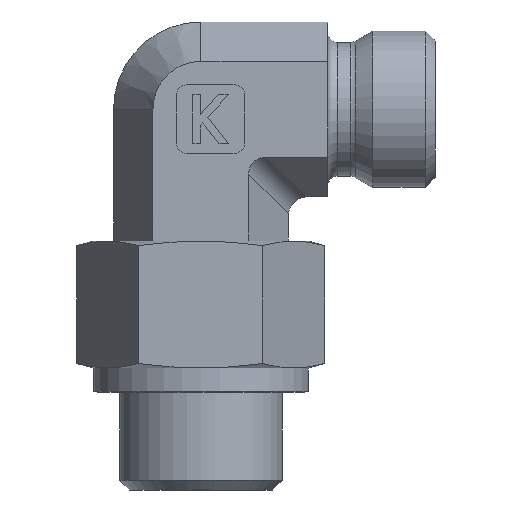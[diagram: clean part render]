
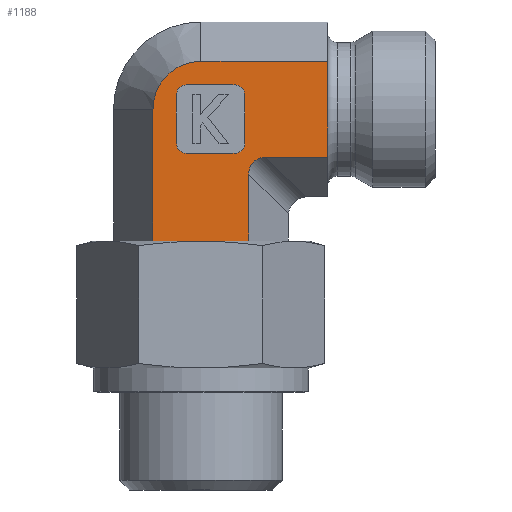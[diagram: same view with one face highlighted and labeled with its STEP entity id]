
A CAD part, left-side view. The second image highlights one B-rep face of the part: STEP entity #1188.
In plain terms, the highlighted planar face has unit normal (-1, 0, 0).
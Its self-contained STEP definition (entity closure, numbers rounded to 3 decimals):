
#381=CARTESIAN_POINT('',(-8.5,4.907,3.5));
#382=VERTEX_POINT('',#381);
#383=CARTESIAN_POINT('',(-8.5,0.,3.5));
#384=VERTEX_POINT('',#383);
#385=CARTESIAN_POINT('',(-8.5,4.907,3.5));
#386=DIRECTION('',(0.0,-1.0,0.0));
#387=VECTOR('',#386,4.907);
#388=LINE('',#385,#387);
#389=EDGE_CURVE('',#382,#384,#388,.T.);
#412=CARTESIAN_POINT('',(-8.5,-4.907,3.5));
#413=VERTEX_POINT('',#412);
#422=CARTESIAN_POINT('',(-8.5,0.,3.5));
#423=DIRECTION('',(0.0,-1.0,0.0));
#424=VECTOR('',#423,4.907);
#425=LINE('',#422,#424);
#426=EDGE_CURVE('',#384,#413,#425,.T.);
#918=CARTESIAN_POINT('',(-8.5,-13.,21.907));
#919=VERTEX_POINT('',#918);
#928=CARTESIAN_POINT('',(-8.5,-13.,12.093));
#929=VERTEX_POINT('',#928);
#930=CARTESIAN_POINT('',(-8.5,-13.,12.093));
#931=DIRECTION('',(0.0,0.0,1.0));
#932=VECTOR('',#931,9.815);
#933=LINE('',#930,#932);
#934=EDGE_CURVE('',#929,#919,#933,.T.);
#1042=CARTESIAN_POINT('',(-8.5,-6.64,12.093));
#1043=VERTEX_POINT('',#1042);
#1044=CARTESIAN_POINT('',(-8.5,-6.64,12.093));
#1045=DIRECTION('',(0.0,-1.0,0.0));
#1046=VECTOR('',#1045,6.36);
#1047=LINE('',#1044,#1046);
#1048=EDGE_CURVE('',#1043,#929,#1047,.T.);
#1069=CARTESIAN_POINT('',(-8.5,-4.907,0.0));
#1070=DIRECTION('',(-1.0,0.0,0.0));
#1071=DIRECTION('',(0.0,0.0,1.0));
#1072=AXIS2_PLACEMENT_3D('',#1069,#1070,#1071);
#1073=PLANE('',#1072);
#1074=ORIENTED_EDGE('',*,*,#426,.T.);
#1075=CARTESIAN_POINT('',(-8.5,-4.907,10.36));
#1076=VERTEX_POINT('',#1075);
#1077=CARTESIAN_POINT('',(-8.5,-4.907,3.5));
#1078=DIRECTION('',(0.0,0.0,1.0));
#1079=VECTOR('',#1078,6.86);
#1080=LINE('',#1077,#1079);
#1081=EDGE_CURVE('',#413,#1076,#1080,.T.);
#1082=ORIENTED_EDGE('',*,*,#1081,.T.);
#1083=CARTESIAN_POINT('',(-8.5,-7.217,9.783));
#1084=DIRECTION('',(-1.0,0.0,0.0));
#1085=DIRECTION('',(0.0,0.707,0.707));
#1086=AXIS2_PLACEMENT_3D('',#1083,#1084,#1085);
#1087=ELLIPSE('',#1086,2.582,2.0);
#1088=EDGE_CURVE('',#1043,#1076,#1087,.T.);
#1089=ORIENTED_EDGE('',*,*,#1088,.F.);
#1090=ORIENTED_EDGE('',*,*,#1048,.T.);
#1091=ORIENTED_EDGE('',*,*,#934,.T.);
#1092=CARTESIAN_POINT('',(-8.5,0.,21.907));
#1093=VERTEX_POINT('',#1092);
#1094=CARTESIAN_POINT('',(-8.5,0.,21.907));
#1095=DIRECTION('',(0.0,-1.0,0.0));
#1096=VECTOR('',#1095,13.);
#1097=LINE('',#1094,#1096);
#1098=EDGE_CURVE('',#1093,#919,#1097,.T.);
#1099=ORIENTED_EDGE('',*,*,#1098,.F.);
#1100=CARTESIAN_POINT('',(-8.5,4.907,17.0));
#1101=VERTEX_POINT('',#1100);
#1102=CARTESIAN_POINT('',(-8.5,0.,17.0));
#1103=DIRECTION('',(-1.0,0.0,0.0));
#1104=DIRECTION('',(0.0,0.0,1.0));
#1105=AXIS2_PLACEMENT_3D('',#1102,#1103,#1104);
#1106=CIRCLE('',#1105,4.907);
#1107=EDGE_CURVE('',#1093,#1101,#1106,.T.);
#1108=ORIENTED_EDGE('',*,*,#1107,.T.);
#1109=CARTESIAN_POINT('',(-8.5,4.907,3.5));
#1110=DIRECTION('',(0.0,0.0,1.0));
#1111=VECTOR('',#1110,13.5);
#1112=LINE('',#1109,#1111);
#1113=EDGE_CURVE('',#382,#1101,#1112,.T.);
#1114=ORIENTED_EDGE('',*,*,#1113,.F.);
#1115=ORIENTED_EDGE('',*,*,#389,.T.);
#1116=EDGE_LOOP('',(#1074,#1082,#1089,#1090,#1091,#1099,#1108,#1114,#1115));
#1117=FACE_OUTER_BOUND('',#1116,.T.);
#1118=CARTESIAN_POINT('',(-8.5,-3.5,12.5));
#1119=VERTEX_POINT('',#1118);
#1120=CARTESIAN_POINT('',(-8.5,1.5,12.5));
#1121=VERTEX_POINT('',#1120);
#1122=CARTESIAN_POINT('',(-8.5,-3.5,12.5));
#1123=DIRECTION('',(0.0,1.0,0.0));
#1124=VECTOR('',#1123,5.0);
#1125=LINE('',#1122,#1124);
#1126=EDGE_CURVE('',#1119,#1121,#1125,.T.);
#1127=ORIENTED_EDGE('',*,*,#1126,.T.);
#1128=CARTESIAN_POINT('',(-8.5,2.5,13.5));
#1129=VERTEX_POINT('',#1128);
#1130=CARTESIAN_POINT('',(-8.5,1.5,13.5));
#1131=DIRECTION('',(-1.0,0.0,0.0));
#1132=DIRECTION('',(0.0,0.707,-0.707));
#1133=AXIS2_PLACEMENT_3D('',#1130,#1131,#1132);
#1134=CIRCLE('',#1133,1.0);
#1135=EDGE_CURVE('',#1129,#1121,#1134,.T.);
#1136=ORIENTED_EDGE('',*,*,#1135,.F.);
#1137=CARTESIAN_POINT('',(-8.5,2.5,18.5));
#1138=VERTEX_POINT('',#1137);
#1139=CARTESIAN_POINT('',(-8.5,2.5,13.5));
#1140=DIRECTION('',(0.0,0.0,1.0));
#1141=VECTOR('',#1140,5.0);
#1142=LINE('',#1139,#1141);
#1143=EDGE_CURVE('',#1129,#1138,#1142,.T.);
#1144=ORIENTED_EDGE('',*,*,#1143,.T.);
#1145=CARTESIAN_POINT('',(-8.5,1.5,19.5));
#1146=VERTEX_POINT('',#1145);
#1147=CARTESIAN_POINT('',(-8.5,1.5,18.5));
#1148=DIRECTION('',(-1.0,0.0,0.0));
#1149=DIRECTION('',(0.0,0.707,0.707));
#1150=AXIS2_PLACEMENT_3D('',#1147,#1148,#1149);
#1151=CIRCLE('',#1150,1.0);
#1152=EDGE_CURVE('',#1146,#1138,#1151,.T.);
#1153=ORIENTED_EDGE('',*,*,#1152,.F.);
#1154=CARTESIAN_POINT('',(-8.5,-3.5,19.5));
#1155=VERTEX_POINT('',#1154);
#1156=CARTESIAN_POINT('',(-8.5,1.5,19.5));
#1157=DIRECTION('',(0.0,-1.0,0.0));
#1158=VECTOR('',#1157,5.0);
#1159=LINE('',#1156,#1158);
#1160=EDGE_CURVE('',#1146,#1155,#1159,.T.);
#1161=ORIENTED_EDGE('',*,*,#1160,.T.);
#1162=CARTESIAN_POINT('',(-8.5,-4.5,18.5));
#1163=VERTEX_POINT('',#1162);
#1164=CARTESIAN_POINT('',(-8.5,-3.5,18.5));
#1165=DIRECTION('',(-1.0,0.0,0.0));
#1166=DIRECTION('',(0.0,-0.707,0.707));
#1167=AXIS2_PLACEMENT_3D('',#1164,#1165,#1166);
#1168=CIRCLE('',#1167,1.0);
#1169=EDGE_CURVE('',#1163,#1155,#1168,.T.);
#1170=ORIENTED_EDGE('',*,*,#1169,.F.);
#1171=CARTESIAN_POINT('',(-8.5,-4.5,13.5));
#1172=VERTEX_POINT('',#1171);
#1173=CARTESIAN_POINT('',(-8.5,-4.5,18.5));
#1174=DIRECTION('',(0.0,0.0,-1.0));
#1175=VECTOR('',#1174,5.);
#1176=LINE('',#1173,#1175);
#1177=EDGE_CURVE('',#1163,#1172,#1176,.T.);
#1178=ORIENTED_EDGE('',*,*,#1177,.T.);
#1179=CARTESIAN_POINT('',(-8.5,-3.5,13.5));
#1180=DIRECTION('',(-1.0,0.0,0.0));
#1181=DIRECTION('',(0.0,-0.707,-0.707));
#1182=AXIS2_PLACEMENT_3D('',#1179,#1180,#1181);
#1183=CIRCLE('',#1182,1.0);
#1184=EDGE_CURVE('',#1119,#1172,#1183,.T.);
#1185=ORIENTED_EDGE('',*,*,#1184,.F.);
#1186=EDGE_LOOP('',(#1127,#1136,#1144,#1153,#1161,#1170,#1178,#1185));
#1187=FACE_BOUND('',#1186,.T.);
#1188=ADVANCED_FACE('',(#1117,#1187),#1073,.T.);
